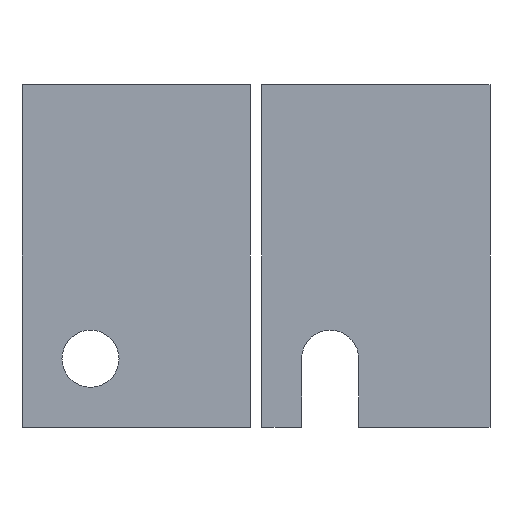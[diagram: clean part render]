
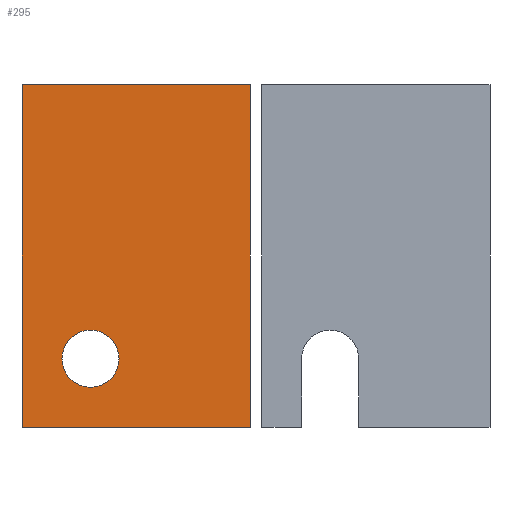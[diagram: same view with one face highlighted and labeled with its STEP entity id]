
A CAD part, front view. The second image highlights one B-rep face of the part: STEP entity #295.
In plain terms, the highlighted planar face has unit normal (0, -1, 0).
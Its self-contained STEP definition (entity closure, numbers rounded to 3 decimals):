
#18=FACE_BOUND('',#59,.T.);
#24=PLANE('',#329);
#40=FACE_OUTER_BOUND('',#58,.T.);
#58=EDGE_LOOP('',(#234,#235,#236,#237));
#59=EDGE_LOOP('',(#238));
#71=LINE('',#431,#106);
#75=LINE('',#439,#110);
#78=LINE('',#445,#113);
#81=LINE('',#450,#116);
#106=VECTOR('',#353,10.);
#110=VECTOR('',#359,10.);
#113=VECTOR('',#364,10.);
#116=VECTOR('',#369,10.);
#141=CIRCLE('',#323,2.5);
#145=VERTEX_POINT('',#425);
#146=VERTEX_POINT('',#429);
#147=VERTEX_POINT('',#430);
#150=VERTEX_POINT('',#438);
#152=VERTEX_POINT('',#444);
#172=EDGE_CURVE('',#145,#145,#141,.T.);
#173=EDGE_CURVE('',#146,#147,#71,.T.);
#177=EDGE_CURVE('',#147,#150,#75,.T.);
#180=EDGE_CURVE('',#152,#150,#78,.T.);
#183=EDGE_CURVE('',#152,#146,#81,.T.);
#234=ORIENTED_EDGE('',*,*,#183,.T.);
#235=ORIENTED_EDGE('',*,*,#173,.T.);
#236=ORIENTED_EDGE('',*,*,#177,.T.);
#237=ORIENTED_EDGE('',*,*,#180,.F.);
#238=ORIENTED_EDGE('',*,*,#172,.F.);
#295=ADVANCED_FACE('',(#40,#18),#24,.F.);
#323=AXIS2_PLACEMENT_3D('',#427,#349,#350);
#329=AXIS2_PLACEMENT_3D('',#453,#373,#374);
#349=DIRECTION('center_axis',(0.,-1.,0.));
#350=DIRECTION('ref_axis',(1.,0.,0.));
#353=DIRECTION('',(0.,0.,1.));
#359=DIRECTION('',(-1.,0.,0.));
#364=DIRECTION('',(0.,0.,1.));
#369=DIRECTION('',(1.,0.,0.));
#373=DIRECTION('center_axis',(0.,1.,0.));
#374=DIRECTION('ref_axis',(1.,0.,0.));
#425=CARTESIAN_POINT('',(-3.5,0.,6.));
#427=CARTESIAN_POINT('Origin',(-1.,0.,6.));
#429=CARTESIAN_POINT('',(13.,0.,0.));
#430=CARTESIAN_POINT('',(13.,0.,30.));
#431=CARTESIAN_POINT('',(13.,0.,0.));
#438=CARTESIAN_POINT('',(-7.,0.,30.));
#439=CARTESIAN_POINT('',(13.,0.,30.));
#444=CARTESIAN_POINT('',(-7.,0.,0.));
#445=CARTESIAN_POINT('',(-7.,0.,0.));
#450=CARTESIAN_POINT('',(-7.,0.,0.));
#453=CARTESIAN_POINT('Origin',(3.,0.,15.));
